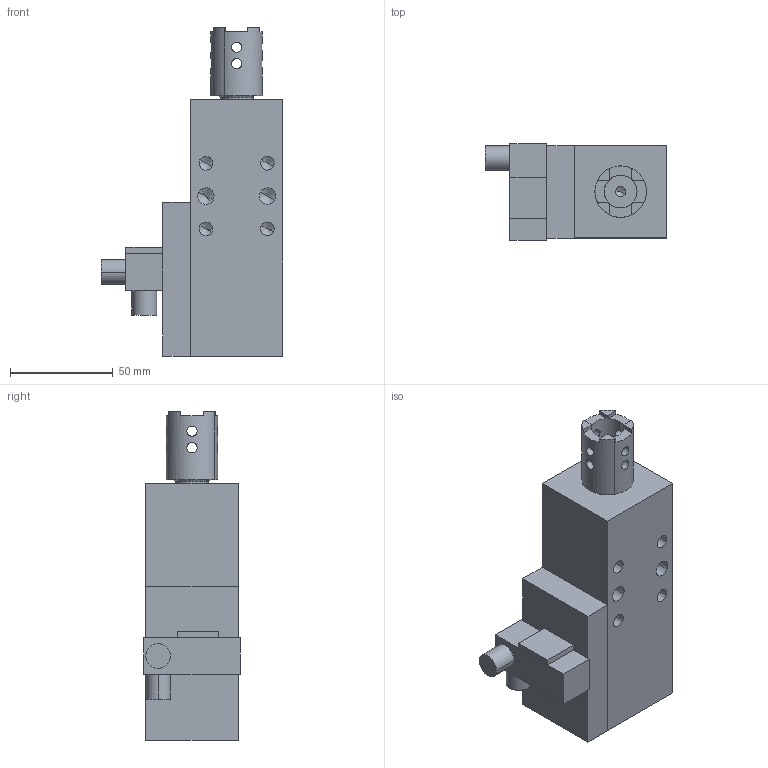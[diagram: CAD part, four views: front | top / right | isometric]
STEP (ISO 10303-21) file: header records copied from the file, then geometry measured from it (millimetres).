
FILE_DESCRIPTION(('CATIA V5 STEP Exchange'),'2;1');
FILE_NAME('SZK_30_7_T12_TUENKERS.stp','2018-08-13T12:50:15+00:00',('none'),('none'),'CATIA Version 5 Release 19 SP 9 (IN-10)','CATIA V5 STEP AP214','none');
FILE_SCHEMA(('AUTOMOTIVE_DESIGN { 1 0 10303 214 1 1 1 1 }'));
Length unit declared in the file: millimetre
Products named in the file (1): SZK_30_7_T12_TUENKERS
Bounding box: 88.5 x 47 x 160 mm (x, y, z)
Volume: 321290.6 mm3; surface area: 41730.8 mm2
Topology: 1 solids, 1 shells, 142 faces, 377 edges, 225 vertices
Faces by surface type: cylinder 60, plane 50, cone 30, torus 2
Entity records: 4608 total; most frequent: CARTESIAN_POINT 1000, ORIENTED_EDGE 694, DIRECTION 461, EDGE_CURVE 347, VERTEX_POINT 225, AXIS2_PLACEMENT_3D 194, VECTOR 189, LINE 189
